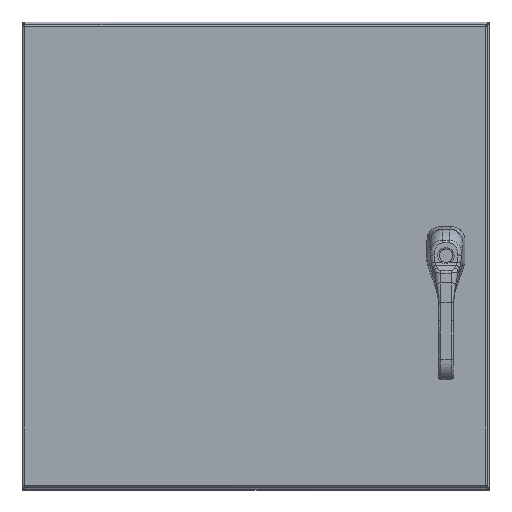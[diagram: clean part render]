
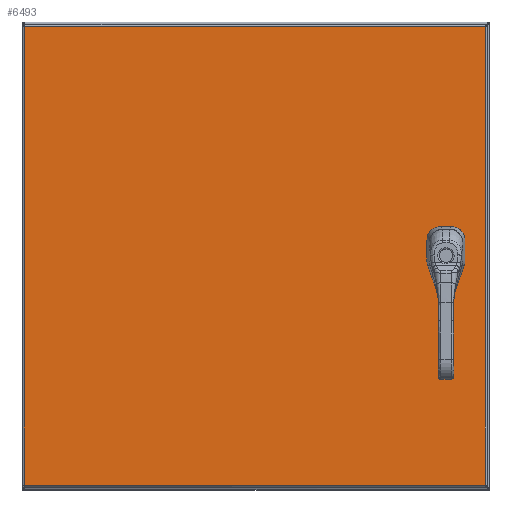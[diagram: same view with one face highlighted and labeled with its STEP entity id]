
A CAD part, top view. The second image highlights one B-rep face of the part: STEP entity #6493.
In plain terms, the highlighted face is planar.
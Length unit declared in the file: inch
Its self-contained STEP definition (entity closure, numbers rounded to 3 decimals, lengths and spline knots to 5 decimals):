
#4884=CARTESIAN_POINT('',(2.33762,12.275,0.0));
#4885=VERTEX_POINT('',#4884);
#4892=CARTESIAN_POINT('',(2.525,12.08762,0.0));
#4893=VERTEX_POINT('',#4892);
#4894=CARTESIAN_POINT('',(2.125,11.875,0.0));
#4895=DIRECTION('',(0.0,0.0,1.0));
#4896=DIRECTION('',(-0.469,-0.883,0.0));
#4897=AXIS2_PLACEMENT_3D('',#4894,#4895,#4896);
#4898=CIRCLE('',#4897,0.453);
#4899=EDGE_CURVE('',#4893,#4885,#4898,.T.);
#4924=CARTESIAN_POINT('',(2.525,11.66238,0.0));
#4925=VERTEX_POINT('',#4924);
#4926=CARTESIAN_POINT('',(2.525,11.66238,0.0));
#4927=DIRECTION('',(0.0,1.0,0.0));
#4928=VECTOR('',#4927,0.42525);
#4929=LINE('',#4926,#4928);
#4930=EDGE_CURVE('',#4925,#4893,#4929,.T.);
#4956=CARTESIAN_POINT('',(2.33762,11.475,0.0));
#4957=VERTEX_POINT('',#4956);
#4958=CARTESIAN_POINT('',(2.125,11.875,0.0));
#4959=DIRECTION('',(0.0,0.0,1.0));
#4960=DIRECTION('',(-0.883,0.469,0.0));
#4961=AXIS2_PLACEMENT_3D('',#4958,#4959,#4960);
#4962=CIRCLE('',#4961,0.453);
#4963=EDGE_CURVE('',#4957,#4925,#4962,.T.);
#4988=CARTESIAN_POINT('',(1.91238,11.475,0.0));
#4989=VERTEX_POINT('',#4988);
#4990=CARTESIAN_POINT('',(1.91238,11.475,0.0));
#4991=DIRECTION('',(1.0,0.0,0.0));
#4992=VECTOR('',#4991,0.42525);
#4993=LINE('',#4990,#4992);
#4994=EDGE_CURVE('',#4989,#4957,#4993,.T.);
#5020=CARTESIAN_POINT('',(1.725,11.66238,0.0));
#5021=VERTEX_POINT('',#5020);
#5022=CARTESIAN_POINT('',(2.125,11.875,0.0));
#5023=DIRECTION('',(0.0,0.0,1.0));
#5024=DIRECTION('',(0.469,0.883,0.0));
#5025=AXIS2_PLACEMENT_3D('',#5022,#5023,#5024);
#5026=CIRCLE('',#5025,0.453);
#5027=EDGE_CURVE('',#5021,#4989,#5026,.T.);
#5052=CARTESIAN_POINT('',(1.725,12.08762,0.0));
#5053=VERTEX_POINT('',#5052);
#5054=CARTESIAN_POINT('',(1.725,12.08762,0.0));
#5055=DIRECTION('',(0.0,-1.0,0.0));
#5056=VECTOR('',#5055,0.42525);
#5057=LINE('',#5054,#5056);
#5058=EDGE_CURVE('',#5053,#5021,#5057,.T.);
#5084=CARTESIAN_POINT('',(1.91238,12.275,0.0));
#5085=VERTEX_POINT('',#5084);
#5086=CARTESIAN_POINT('',(2.125,11.875,0.0));
#5087=DIRECTION('',(0.0,0.0,1.0));
#5088=DIRECTION('',(0.883,-0.469,0.0));
#5089=AXIS2_PLACEMENT_3D('',#5086,#5087,#5088);
#5090=CIRCLE('',#5089,0.453);
#5091=EDGE_CURVE('',#5085,#5053,#5090,.T.);
#5114=CARTESIAN_POINT('',(2.33762,12.275,0.0));
#5115=DIRECTION('',(-1.0,0.0,0.0));
#5116=VECTOR('',#5115,0.42525);
#5117=LINE('',#5114,#5116);
#5118=EDGE_CURVE('',#4885,#5085,#5117,.T.);
#5513=CARTESIAN_POINT('',(23.76975,0.10525,0.));
#5514=VERTEX_POINT('',#5513);
#5525=CARTESIAN_POINT('',(23.76975,23.64475,0.));
#5526=VERTEX_POINT('',#5525);
#5527=CARTESIAN_POINT('',(23.76975,23.64475,0.0));
#5528=DIRECTION('',(0.0,-1.0,0.0));
#5529=VECTOR('',#5528,23.5395);
#5530=LINE('',#5527,#5529);
#5531=EDGE_CURVE('',#5526,#5514,#5530,.T.);
#5683=CARTESIAN_POINT('',(0.10525,0.10525,0.));
#5684=VERTEX_POINT('',#5683);
#5695=CARTESIAN_POINT('',(23.76975,0.10525,0.0));
#5696=DIRECTION('',(-1.0,0.0,0.0));
#5697=VECTOR('',#5696,23.6645);
#5698=LINE('',#5695,#5697);
#5699=EDGE_CURVE('',#5514,#5684,#5698,.T.);
#5954=CARTESIAN_POINT('',(0.10525,23.64475,0.));
#5955=VERTEX_POINT('',#5954);
#5966=CARTESIAN_POINT('',(0.10525,0.10525,0.0));
#5967=DIRECTION('',(0.0,1.0,0.0));
#5968=VECTOR('',#5967,23.5395);
#5969=LINE('',#5966,#5968);
#5970=EDGE_CURVE('',#5684,#5955,#5969,.T.);
#6235=CARTESIAN_POINT('',(0.10525,23.64475,0.0));
#6236=DIRECTION('',(1.0,0.0,0.0));
#6237=VECTOR('',#6236,23.6645);
#6238=LINE('',#6235,#6237);
#6239=EDGE_CURVE('',#5955,#5526,#6238,.T.);
#6472=CARTESIAN_POINT('',(11.9375,11.875,0.0));
#6473=DIRECTION('',(0.0,0.0,1.0));
#6474=DIRECTION('',(1.0,0.0,0.0));
#6475=AXIS2_PLACEMENT_3D('',#6472,#6473,#6474);
#6476=PLANE('',#6475);
#6477=ORIENTED_EDGE('',*,*,#5531,.T.);
#6478=ORIENTED_EDGE('',*,*,#5699,.T.);
#6479=ORIENTED_EDGE('',*,*,#5970,.T.);
#6480=ORIENTED_EDGE('',*,*,#6239,.T.);
#6481=EDGE_LOOP('',(#6477,#6478,#6479,#6480));
#6482=FACE_OUTER_BOUND('',#6481,.T.);
#6483=ORIENTED_EDGE('',*,*,#4899,.T.);
#6484=ORIENTED_EDGE('',*,*,#5118,.T.);
#6485=ORIENTED_EDGE('',*,*,#5091,.T.);
#6486=ORIENTED_EDGE('',*,*,#5058,.T.);
#6487=ORIENTED_EDGE('',*,*,#5027,.T.);
#6488=ORIENTED_EDGE('',*,*,#4994,.T.);
#6489=ORIENTED_EDGE('',*,*,#4963,.T.);
#6490=ORIENTED_EDGE('',*,*,#4930,.T.);
#6491=EDGE_LOOP('',(#6483,#6484,#6485,#6486,#6487,#6488,#6489,#6490));
#6492=FACE_BOUND('',#6491,.T.);
#6493=ADVANCED_FACE('',(#6482,#6492),#6476,.F.);
